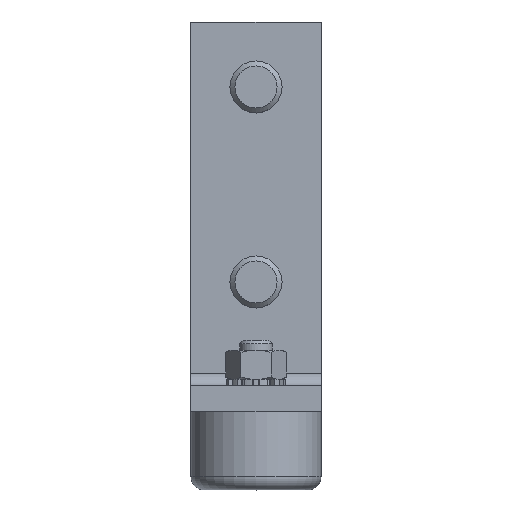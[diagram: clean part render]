
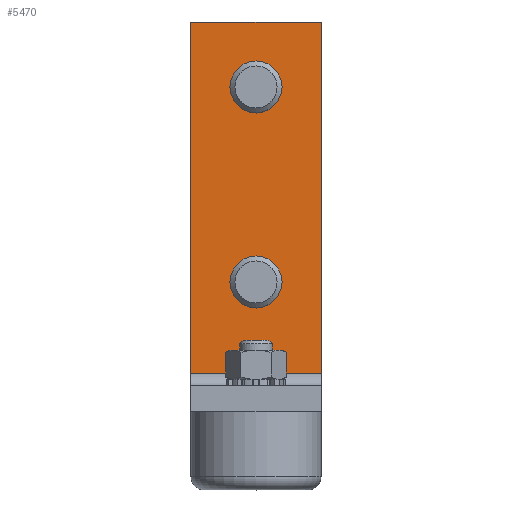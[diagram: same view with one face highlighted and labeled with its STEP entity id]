
A CAD part, top view. The second image highlights one B-rep face of the part: STEP entity #5470.
In plain terms, the highlighted planar face has unit normal (0, 0, 1).
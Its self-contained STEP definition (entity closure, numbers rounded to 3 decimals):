
#381=LINE('',#9379,#756);
#389=LINE('',#9400,#764);
#390=LINE('',#9403,#765);
#394=LINE('',#9410,#769);
#756=VECTOR('',#7664,10.);
#764=VECTOR('',#7688,10.);
#765=VECTOR('',#7691,10.);
#769=VECTOR('',#7699,10.);
#979=PLANE('',#6094);
#1018=FACE_BOUND('',#1650,.T.);
#1019=FACE_BOUND('',#1651,.T.);
#1317=FACE_OUTER_BOUND('',#1649,.T.);
#1649=EDGE_LOOP('',(#4722,#4723,#4724,#4725));
#1650=EDGE_LOOP('',(#4726));
#1651=EDGE_LOOP('',(#4727));
#1670=CIRCLE('',#5492,4.);
#1684=CIRCLE('',#5526,4.);
#1995=VERTEX_POINT('',#7740);
#2021=VERTEX_POINT('',#7848);
#2473=VERTEX_POINT('',#9377);
#2474=VERTEX_POINT('',#9378);
#2479=VERTEX_POINT('',#9398);
#2480=VERTEX_POINT('',#9402);
#2492=EDGE_CURVE('',#1995,#1995,#1670,.T.);
#2530=EDGE_CURVE('',#2021,#2021,#1684,.T.);
#3217=EDGE_CURVE('',#2473,#2474,#381,.T.);
#3229=EDGE_CURVE('',#2474,#2479,#389,.T.);
#3230=EDGE_CURVE('',#2480,#2473,#390,.T.);
#3234=EDGE_CURVE('',#2480,#2479,#394,.T.);
#4722=ORIENTED_EDGE('',*,*,#3217,.T.);
#4723=ORIENTED_EDGE('',*,*,#3229,.T.);
#4724=ORIENTED_EDGE('',*,*,#3234,.F.);
#4725=ORIENTED_EDGE('',*,*,#3230,.T.);
#4726=ORIENTED_EDGE('',*,*,#2492,.T.);
#4727=ORIENTED_EDGE('',*,*,#2530,.T.);
#5470=ADVANCED_FACE('',(#1317,#1018,#1019),#979,.T.);
#5492=AXIS2_PLACEMENT_3D('',#7741,#6119,#6120);
#5526=AXIS2_PLACEMENT_3D('',#7849,#6199,#6200);
#6094=AXIS2_PLACEMENT_3D('',#9409,#7697,#7698);
#6119=DIRECTION('center_axis',(0.,0.,-1.));
#6120=DIRECTION('ref_axis',(0.,1.,0.));
#6199=DIRECTION('center_axis',(0.,0.,-1.));
#6200=DIRECTION('ref_axis',(0.,1.,0.));
#7664=DIRECTION('',(1.,0.,0.));
#7688=DIRECTION('',(0.,1.,0.));
#7691=DIRECTION('',(0.,-1.,0.));
#7697=DIRECTION('center_axis',(0.,0.,1.));
#7698=DIRECTION('ref_axis',(1.,0.,0.));
#7699=DIRECTION('',(1.,0.,0.));
#7740=CARTESIAN_POINT('',(0.,46.,4.));
#7741=CARTESIAN_POINT('Origin',(0.,50.,4.));
#7848=CARTESIAN_POINT('',(0.,16.,4.));
#7849=CARTESIAN_POINT('Origin',(0.,20.,4.));
#9377=CARTESIAN_POINT('',(-10.,6.,4.));
#9378=CARTESIAN_POINT('',(10.,6.,4.));
#9379=CARTESIAN_POINT('',(-10.,6.,4.));
#9398=CARTESIAN_POINT('',(10.,60.,4.));
#9400=CARTESIAN_POINT('',(10.,60.,4.));
#9402=CARTESIAN_POINT('',(-10.,60.,4.));
#9403=CARTESIAN_POINT('',(-10.,60.,4.));
#9409=CARTESIAN_POINT('Origin',(-10.,4.,4.));
#9410=CARTESIAN_POINT('',(-10.,60.,4.));
